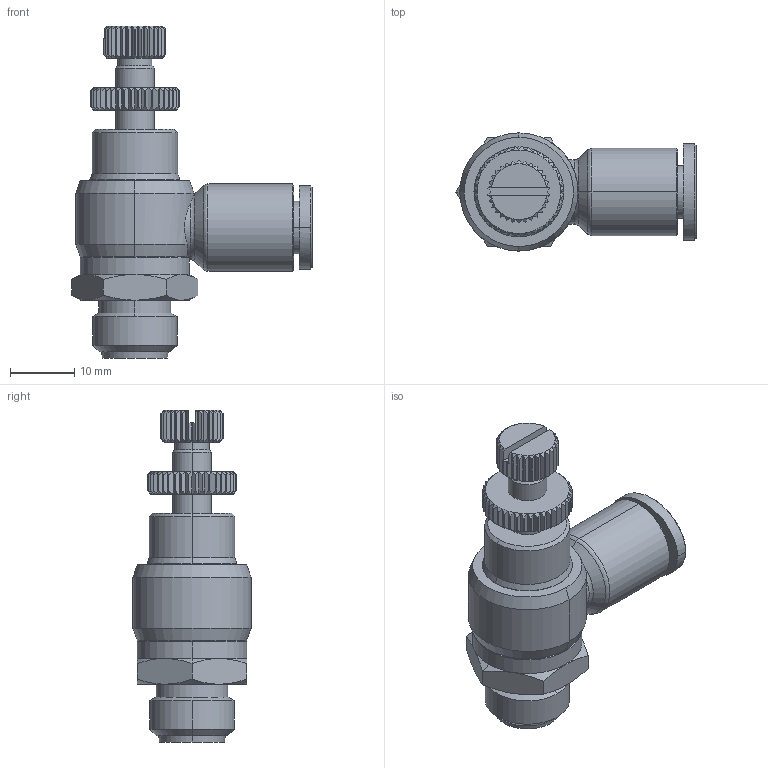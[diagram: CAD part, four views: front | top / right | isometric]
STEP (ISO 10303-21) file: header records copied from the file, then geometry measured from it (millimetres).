
FILE_DESCRIPTION (( 'STEP AP214' ), '1' );
FILE_NAME ('NSE08-G02_OUT.STEP', '2015-10-28T12:20:04', ( '' ), ( '' ), 'SwSTEP 2.0', 'SolidWorks 2015', '' );
FILE_SCHEMA (( 'AUTOMOTIVE_DESIGN' ));
Length unit declared in the file: millimetre
Products named in the file (1): NSE08-G02_OUT
Bounding box: 37.41 x 18.4 x 51.7 mm (x, y, z)
Surface area: 4839.3 mm2 (no closed solid volume)
Topology: 0 solids, 4 shells, 670 faces, 2068 edges, 1346 vertices
Faces by surface type: plane 368, cylinder 139, cone 123, bspline 38, torus 2
Entity records: 32326 total; most frequent: CARTESIAN_POINT 7639, ORIENTED_EDGE 3701, DIRECTION 3224, EDGE_CURVE 2068, VERTEX_POINT 1346, VECTOR 1248, LINE 1248, AXIS2_PLACEMENT_3D 988
